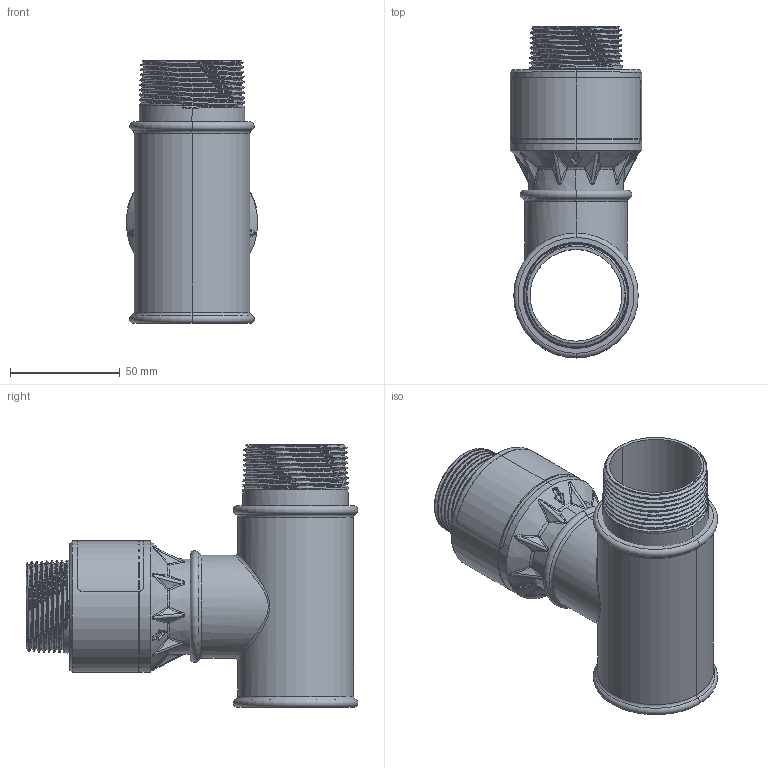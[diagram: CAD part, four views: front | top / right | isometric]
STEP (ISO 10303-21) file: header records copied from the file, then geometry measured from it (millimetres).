
FILE_DESCRIPTION((''),'2;1');
FILE_NAME('400-00115_ASM','2020-02-05T',('rnennstiel'),('vacuvane vacuum technology gmbh'),'CREO PARAMETRIC BY PTC INC, 2018360','CREO PARAMETRIC BY PTC INC, 2018360','');
FILE_SCHEMA(('CONFIG_CONTROL_DESIGN'));
Length unit declared in the file: millimetre
Products named in the file (11): 000-00226; MU-ISO10511-M6_1_1; MU-ISO10511-M6_1_2; MU-ISO10511-M6_1_ASM; 400-00086-A_1; 505-00002-LAYOUT-AAC01125_AF1_1; 400-00085-A_1; 400-00090-DS_ASM_1_ASM; 400-0009X-AAC0X125-SS-R-DS-R_ASM; 000-00253; 400-00115_ASM
Assembly tree (10 placements, depth 5):
  400-00115_ASM
    000-00226
    400-0009X-AAC0X125-SS-R-DS-R_ASM
      400-00090-DS_ASM_1_ASM
        MU-ISO10511-M6_1_ASM
          MU-ISO10511-M6_1_1
          MU-ISO10511-M6_1_2
        400-00086-A_1
        505-00002-LAYOUT-AAC01125_AF1_1
        400-00085-A_1
    000-00253
Bounding box: 60 x 151.42 x 120 mm (x, y, z)
Volume: 288722.6 mm3; surface area: 93995.4 mm2
Topology: 7 solids, 8 shells, 685 faces, 1688 edges, 1006 vertices
Faces by surface type: bspline 269, cylinder 139, cone 127, plane 84, torus 49, sphere 15, extrusion 2
Entity records: 66994 total; most frequent: CARTESIAN_POINT 53205, ORIENTED_EDGE 3346, DIRECTION 2087, EDGE_CURVE 1673, VERTEX_POINT 1006, B_SPLINE_CURVE_WITH_KNOTS 889, AXIS2_PLACEMENT_3D 857, EDGE_LOOP 707
